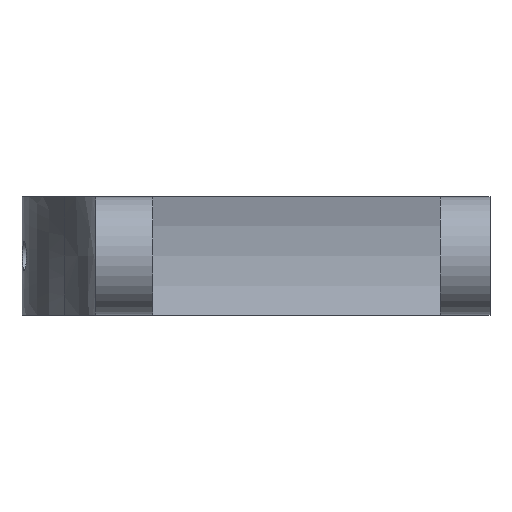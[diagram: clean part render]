
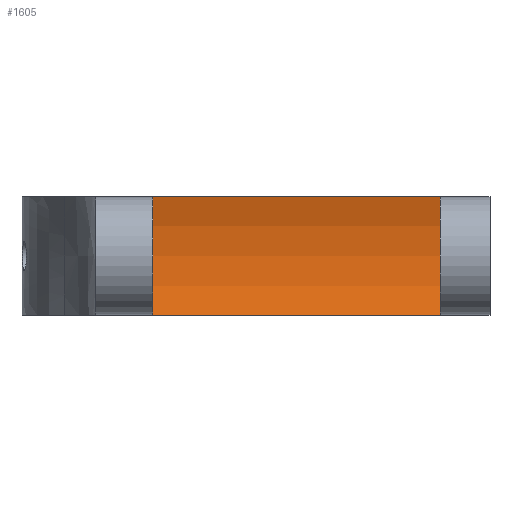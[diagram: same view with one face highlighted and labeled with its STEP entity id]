
A CAD part, front view. The second image highlights one B-rep face of the part: STEP entity #1605.
In plain terms, the highlighted cylindrical face has radius 42.217 mm (diameter 84.433 mm), a partial arc.
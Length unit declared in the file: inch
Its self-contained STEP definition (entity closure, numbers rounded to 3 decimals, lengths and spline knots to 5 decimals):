
#51=CYLINDRICAL_SURFACE('',#1785,1.66207);
#173=FACE_OUTER_BOUND('',#274,.T.);
#274=EDGE_LOOP('',(#1386,#1387,#1388,#1389));
#303=CIRCLE('',#1652,1.66207);
#380=CIRCLE('',#1784,1.66207);
#402=LINE('',#2315,#519);
#467=LINE('',#2868,#584);
#519=VECTOR('',#1842,0.3937);
#584=VECTOR('',#2069,0.3937);
#634=VERTEX_POINT('',#2303);
#636=VERTEX_POINT('',#2306);
#639=VERTEX_POINT('',#2314);
#733=VERTEX_POINT('',#2867);
#792=EDGE_CURVE('',#636,#634,#303,.T.);
#796=EDGE_CURVE('',#639,#634,#402,.T.);
#927=EDGE_CURVE('',#733,#636,#467,.T.);
#992=EDGE_CURVE('',#639,#733,#380,.T.);
#1386=ORIENTED_EDGE('',*,*,#992,.T.);
#1387=ORIENTED_EDGE('',*,*,#927,.T.);
#1388=ORIENTED_EDGE('',*,*,#792,.T.);
#1389=ORIENTED_EDGE('',*,*,#796,.F.);
#1605=ADVANCED_FACE('',(#173),#51,.F.);
#1652=AXIS2_PLACEMENT_3D('',#2307,#1833,#1834);
#1784=AXIS2_PLACEMENT_3D('',#3114,#2197,#2198);
#1785=AXIS2_PLACEMENT_3D('',#3115,#2199,#2200);
#1833=DIRECTION('center_axis',(1.,0.,0.));
#1834=DIRECTION('ref_axis',(0.,0.955,0.295));
#1842=DIRECTION('',(1.,0.,0.));
#2069=DIRECTION('',(1.,0.,0.));
#2197=DIRECTION('center_axis',(-1.,0.,0.));
#2198=DIRECTION('ref_axis',(0.,0.,-1.));
#2199=DIRECTION('center_axis',(1.,0.,0.));
#2200=DIRECTION('ref_axis',(0.,0.,-1.));
#2303=CARTESIAN_POINT('',(3.14517,-4.8732,0.49059));
#2306=CARTESIAN_POINT('',(3.14517,-4.8732,-0.49059));
#2307=CARTESIAN_POINT('Origin',(3.14517,-6.46122,0.));
#2314=CARTESIAN_POINT('',(0.76867,-4.8732,0.49059));
#2315=CARTESIAN_POINT('',(-0.31496,-4.8732,0.49059));
#2867=CARTESIAN_POINT('',(0.76867,-4.8732,-0.49059));
#2868=CARTESIAN_POINT('',(1.53543,-4.8732,-0.49059));
#3114=CARTESIAN_POINT('Origin',(0.76867,-6.46122,0.));
#3115=CARTESIAN_POINT('Origin',(-0.31496,-6.46122,0.));
